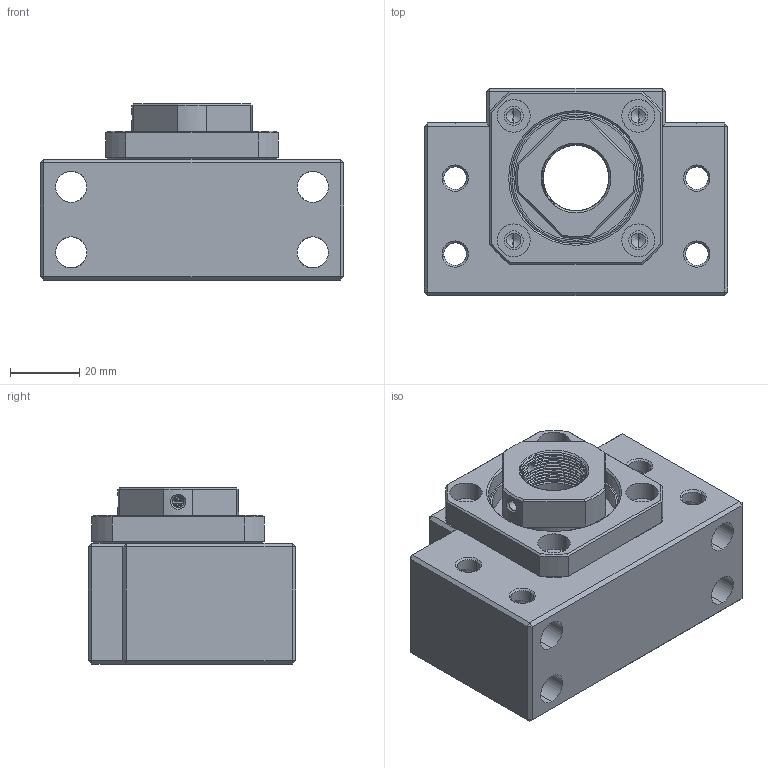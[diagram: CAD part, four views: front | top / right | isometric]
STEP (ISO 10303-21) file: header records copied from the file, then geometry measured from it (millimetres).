
FILE_DESCRIPTION(/* description */ ('Alibre Inc.'),/* implementation_level */ '2;1');
FILE_NAME(/* name */ 'export0',/* time_stamp */ '2016-07-09T13:45:20+02:00',/* author */ (''),/* organization */ (''),/* preprocessor_version */ 'ST-DEVELOPER v14',/* originating_system */ 'Alibre',/* authorisation */ '');
FILE_SCHEMA (('AUTOMOTIVE_DESIGN'));
Length unit declared in the file: millimetre
Products named in the file (38): BK20X
Bounding box: 88 x 60 x 51 mm (x, y, z)
Volume: 143772.4 mm3; surface area: 62763.6 mm2
Topology: 37 solids, 37 shells, 482 faces, 1237 edges, 713 vertices
Faces by surface type: cylinder 158, bspline 148, plane 103, cone 73
Entity records: 27299 total; most frequent: CARTESIAN_POINT 15900, ORIENTED_EDGE 2250, DIRECTION 2122, EDGE_CURVE 1125, AXIS2_PLACEMENT_3D 937, VERTEX_POINT 713, EDGE_LOOP 544, FACE_BOUND 544
